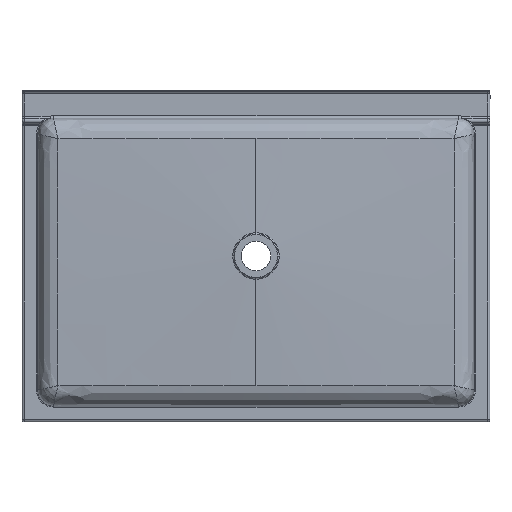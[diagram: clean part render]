
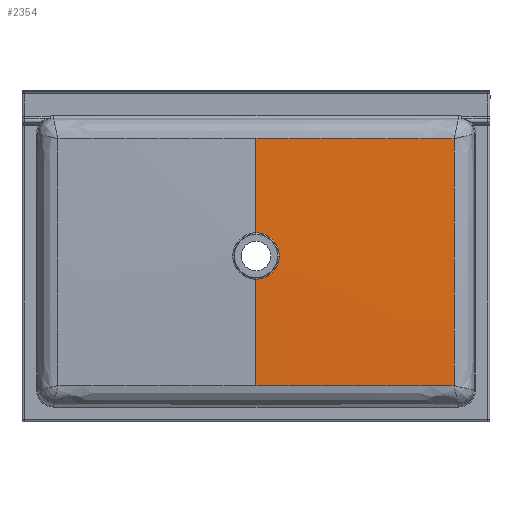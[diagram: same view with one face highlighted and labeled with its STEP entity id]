
A CAD part, front view. The second image highlights one B-rep face of the part: STEP entity #2354.
In plain terms, the highlighted conical face has half-angle 88 degrees and reference radius 59.674 mm.
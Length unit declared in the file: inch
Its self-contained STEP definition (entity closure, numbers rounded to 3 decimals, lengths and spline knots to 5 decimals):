
#110 = CARTESIAN_POINT ( 'NONE',  ( 0., -3.68168, -13.32416 ) ) ;
#139 = EDGE_CURVE ( 'NONE', #474, #2645, #4697, .T. ) ;
#153 = AXIS2_PLACEMENT_3D ( 'NONE', #1301, #3715, #6127 ) ;
#360 = CARTESIAN_POINT ( 'NONE',  ( 20.3138, -3.32239, 12.03781 ) ) ;
#441 = CARTESIAN_POINT ( 'NONE',  ( 20.31947, -3.39002, 7.81665 ) ) ;
#474 = VERTEX_POINT ( 'NONE', #630 ) ;
#542 = CARTESIAN_POINT ( 'NONE',  ( 1.69313, -3.67885, -13.3237 ) ) ;
#546 = CARTESIAN_POINT ( 'NONE',  ( 1.69343, -3.7222, 12.0736 ) ) ;
#630 = CARTESIAN_POINT ( 'NONE',  ( 0., -4.06392, 2.37809 ) ) ;
#655 = CARTESIAN_POINT ( 'NONE',  ( 0., -4.06492, 0. ) ) ;
#746 = VERTEX_POINT ( 'NONE', #110 ) ;
#940 = VECTOR ( 'NONE', #1691, 39.37008 ) ;
#954 = EDGE_CURVE ( 'NONE', #3948, #5810, #5093, .T. ) ;
#1050 = CARTESIAN_POINT ( 'NONE',  ( 20.32406, -3.43628, 1.48444 ) ) ;
#1158 = CARTESIAN_POINT ( 'NONE',  ( 6.77281, -3.66689, 12.06492 ) ) ;
#1301 = CARTESIAN_POINT ( 'NONE',  ( 0., -4.06392, 0. ) ) ;
#1401 = B_SPLINE_CURVE_WITH_KNOTS ( 'NONE', 3,
 ( #2359, #4760, #7178, #1750, #4161, #6583, #1158, #3583, #5991, #546, #2984, #5387 ),
 .UNSPECIFIED., .F., .F.,
 ( 4, 2, 2, 2, 2, 4 ),
 ( 0., 0.12902, 0.25804, 0.38705, 0.45156, 0.51607 ),
 .UNSPECIFIED. ) ;
#1412 = DIRECTION ( 'NONE',  ( 0., 0.035, -0.999 ) ) ;
#1504 = EDGE_CURVE ( 'NONE', #5810, #2645, #1401, .T. ) ;
#1644 = CARTESIAN_POINT ( 'NONE',  ( 20.32359, -3.43176, -2.73732 ) ) ;
#1691 = DIRECTION ( 'NONE',  ( 0., 0.035, 0.999 ) ) ;
#1750 = CARTESIAN_POINT ( 'NONE',  ( 13.54372, -3.515, 12.04915 ) ) ;
#1777 = CARTESIAN_POINT ( 'NONE',  ( 16.92734, -3.39632, -13.29569 ) ) ;
#2210 = EDGE_LOOP ( 'NONE', ( #6907, #4580, #3016, #2708, #5302, #5071 ) ) ;
#2249 = CARTESIAN_POINT ( 'NONE',  ( 20.31793, -3.37311, -9.06953 ) ) ;
#2354 = ADVANCED_FACE ( 'NONE', ( #6095 ), #6859, .T. ) ;
#2359 = CARTESIAN_POINT ( 'NONE',  ( 20.3138, -3.32239, 12.03781 ) ) ;
#2386 = CARTESIAN_POINT ( 'NONE',  ( 8.46458, -3.59808, -13.31258 ) ) ;
#2645 = VERTEX_POINT ( 'NONE', #7137 ) ;
#2708 = ORIENTED_EDGE ( 'NONE', *, *, #954, .T. ) ;
#2883 = CARTESIAN_POINT ( 'NONE',  ( 20.31671, -3.35988, 9.92726 ) ) ;
#2978 = CARTESIAN_POINT ( 'NONE',  ( 3.38613, -3.66784, -13.322 ) ) ;
#2984 = CARTESIAN_POINT ( 'NONE',  ( 0.8467, -3.72533, 12.07416 ) ) ;
#3016 = ORIENTED_EDGE ( 'NONE', *, *, #5052, .T. ) ;
#3088 = DIRECTION ( 'NONE',  ( 0., 1., 0. ) ) ;
#3464 = AXIS2_PLACEMENT_3D ( 'NONE', #655, #3088, #5491 ) ;
#3477 = CARTESIAN_POINT ( 'NONE',  ( 20.32312, -3.42718, 3.59523 ) ) ;
#3580 = CARTESIAN_POINT ( 'NONE',  ( 0., -3.68168, -13.32416 ) ) ;
#3583 = CARTESIAN_POINT ( 'NONE',  ( 4.23325, -3.70113, 12.07007 ) ) ;
#3605 = CIRCLE ( 'NONE', #153, 2.37809 ) ;
#3695 = B_SPLINE_CURVE_WITH_KNOTS ( 'NONE', 3,
 ( #3580, #5986, #542, #2978, #5381, #7804, #2386, #4790, #7206, #1777, #4191, #6613 ),
 .UNSPECIFIED., .F., .F.,
 ( 4, 2, 2, 2, 2, 4 ),
 ( 0.51602, 0.58052, 0.64501, 0.77401, 0.903, 1.032 ),
 .UNSPECIFIED. ) ;
#3715 = DIRECTION ( 'NONE',  ( 0., -1., 0. ) ) ;
#3948 = VERTEX_POINT ( 'NONE', #4403 ) ;
#4058 = CARTESIAN_POINT ( 'NONE',  ( 20.32401, -3.43576, -1.68187 ) ) ;
#4161 = CARTESIAN_POINT ( 'NONE',  ( 11.8511, -3.55843, 12.05278 ) ) ;
#4191 = CARTESIAN_POINT ( 'NONE',  ( 18.61972, -3.34871, -13.29298 ) ) ;
#4403 = CARTESIAN_POINT ( 'NONE',  ( 20.31206, -3.2993, -13.29061 ) ) ;
#4413 = LINE ( 'NONE', #6836, #5127 ) ;
#4580 = ORIENTED_EDGE ( 'NONE', *, *, #6545, .T. ) ;
#4653 = CARTESIAN_POINT ( 'NONE',  ( 20.32128, -3.40882, -5.9035 ) ) ;
#4697 = LINE ( 'NONE', #7122, #940 ) ;
#4760 = CARTESIAN_POINT ( 'NONE',  ( 18.62133, -3.3732, 12.04014 ) ) ;
#4790 = CARTESIAN_POINT ( 'NONE',  ( 11.84984, -3.52656, -13.30533 ) ) ;
#5052 = EDGE_CURVE ( 'NONE', #746, #3948, #3695, .T. ) ;
#5071 = ORIENTED_EDGE ( 'NONE', *, *, #139, .F. ) ;
#5093 = B_SPLINE_CURVE_WITH_KNOTS ( 'NONE', 3,
 ( #5243, #7670, #2249, #4653, #7077, #1644, #4058, #6475, #1050, #3477, #5884, #441, #2883, #5281 ),
 .UNSPECIFIED., .F., .F.,
 ( 4, 2, 2, 2, 2, 2, 4 ),
 ( 0., 0.16084, 0.24127, 0.32169, 0.40211, 0.48253, 0.64338 ),
 .UNSPECIFIED. ) ;
#5127 = VECTOR ( 'NONE', #1412, 39.37008 ) ;
#5243 = CARTESIAN_POINT ( 'NONE',  ( 20.31206, -3.2993, -13.29061 ) ) ;
#5281 = CARTESIAN_POINT ( 'NONE',  ( 20.3138, -3.32239, 12.03781 ) ) ;
#5302 = ORIENTED_EDGE ( 'NONE', *, *, #1504, .T. ) ;
#5381 = CARTESIAN_POINT ( 'NONE',  ( 4.23259, -3.65966, -13.32076 ) ) ;
#5387 = CARTESIAN_POINT ( 'NONE',  ( 0., -3.72533, 12.07416 ) ) ;
#5491 = DIRECTION ( 'NONE',  ( 0., 0., 1. ) ) ;
#5810 = VERTEX_POINT ( 'NONE', #360 ) ;
#5884 = CARTESIAN_POINT ( 'NONE',  ( 20.32237, -3.41981, 4.6506 ) ) ;
#5986 = CARTESIAN_POINT ( 'NONE',  ( 0.84657, -3.68168, -13.32416 ) ) ;
#5991 = CARTESIAN_POINT ( 'NONE',  ( 3.38669, -3.7101, 12.07155 ) ) ;
#6095 = FACE_OUTER_BOUND ( 'NONE', #2210, .T. ) ;
#6127 = DIRECTION ( 'NONE',  ( 0., 0., -1. ) ) ;
#6475 = CARTESIAN_POINT ( 'NONE',  ( 20.32424, -3.43803, 0.42902 ) ) ;
#6545 = EDGE_CURVE ( 'NONE', #6816, #746, #4413, .T. ) ;
#6583 = CARTESIAN_POINT ( 'NONE',  ( 8.46565, -3.6344, 12.06065 ) ) ;
#6613 = CARTESIAN_POINT ( 'NONE',  ( 20.31206, -3.2993, -13.29061 ) ) ;
#6619 = CARTESIAN_POINT ( 'NONE',  ( 0., -4.06392, -2.37809 ) ) ;
#6816 = VERTEX_POINT ( 'NONE', #6619 ) ;
#6836 = CARTESIAN_POINT ( 'NONE',  ( 0., -4.06492, -2.34936 ) ) ;
#6859 = CONICAL_SURFACE ( 'NONE', #3464, 2.34936, 1.536 ) ;
#6907 = ORIENTED_EDGE ( 'NONE', *, *, #7327, .F. ) ;
#7077 = CARTESIAN_POINT ( 'NONE',  ( 20.32222, -3.41828, -4.84813 ) ) ;
#7122 = CARTESIAN_POINT ( 'NONE',  ( 0., -4.06492, 2.34936 ) ) ;
#7137 = CARTESIAN_POINT ( 'NONE',  ( 0., -3.72533, 12.07416 ) ) ;
#7178 = CARTESIAN_POINT ( 'NONE',  ( 16.92883, -3.4224, 12.04284 ) ) ;
#7206 = CARTESIAN_POINT ( 'NONE',  ( 13.5424, -3.48523, -13.30185 ) ) ;
#7327 = EDGE_CURVE ( 'NONE', #6816, #474, #3605, .T. ) ;
#7670 = CARTESIAN_POINT ( 'NONE',  ( 20.31501, -3.33957, -11.18011 ) ) ;
#7804 = CARTESIAN_POINT ( 'NONE',  ( 6.77187, -3.62821, -13.31636 ) ) ;
